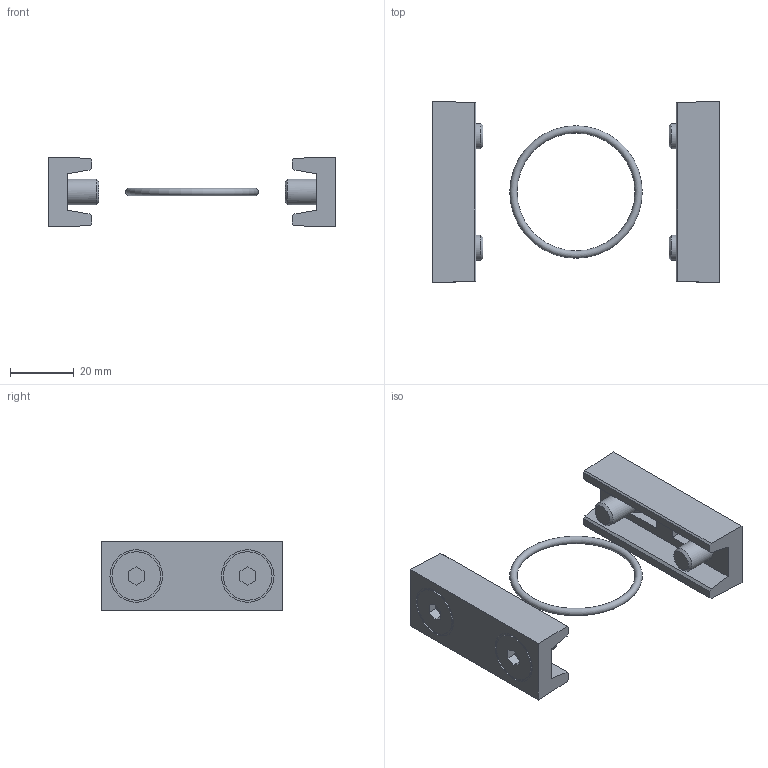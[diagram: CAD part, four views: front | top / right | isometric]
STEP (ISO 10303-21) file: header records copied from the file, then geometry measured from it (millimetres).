
FILE_DESCRIPTION(/* description */ ('STEP AP214'),/* implementation_level */ '2;1');
FILE_NAME(/* name */ '045983',/* time_stamp */ '2023-03-24T11:29:10+01:00',/* author */ ('License CC BY-ND 4.0'),/* organization */ ('CADENAS'),/* preprocessor_version */ 'ST-DEVELOPER v19.3',/* originating_system */ 'PARTsolutions',/* authorisation */ ' ');
FILE_SCHEMA (('AUTOMOTIVE_DESIGN {1 0 10303 214 3 1 1}'));
Length unit declared in the file: millimetre
Products named in the file (3): 045983; 9.9945.001_p2; KP 55-1
Assembly tree (3 placements, depth 2):
  045983
    9.9945.001_p2  x2
    KP 55-1
Bounding box: 90.4 x 57 x 21.7 mm (x, y, z)
Volume: 23456 mm3; surface area: 12840.5 mm2
Topology: 3 solids, 3 shells, 109 faces, 262 edges, 173 vertices
Faces by surface type: plane 84, cylinder 16, cone 8, torus 1
Full cylindrical faces by diameter (mm): 8 x4, 15.24 x4, 16.5 x4
Entity records: 1605 total; most frequent: CARTESIAN_POINT 280, DIRECTION 254, ORIENTED_EDGE 240, EDGE_CURVE 120, LINE 96, VECTOR 96, VERTEX_POINT 85, AXIS2_PLACEMENT_3D 79
